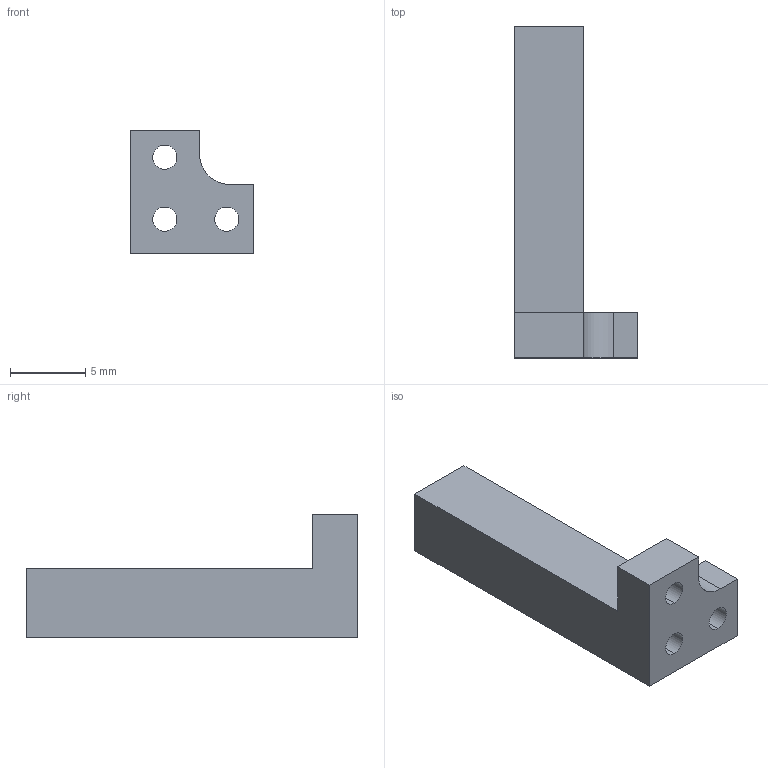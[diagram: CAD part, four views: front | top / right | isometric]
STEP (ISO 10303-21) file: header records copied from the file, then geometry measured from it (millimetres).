
FILE_DESCRIPTION (( 'STEP AP203' ), '1' );
FILE_NAME ('20-A505-A1_Default_sldprt.STEP', '2023-06-05T00:25:29', ( '' ), ( '' ), 'SwSTEP 2.0', 'SolidWorks 2022', '' );
FILE_SCHEMA (( 'CONFIG_CONTROL_DESIGN' ));
Length unit declared in the file: millimetre
Products named in the file (1): 20-A505-A1_Default_sldprt
Bounding box: 8.2 x 22 x 8.2 mm (x, y, z)
Volume: 511.2 mm3; surface area: 684.4 mm2
Topology: 1 solids, 1 shells, 18 faces, 48 edges, 32 vertices
Faces by surface type: plane 11, cylinder 7
Entity records: 655 total; most frequent: DIRECTION 100, CARTESIAN_POINT 99, ORIENTED_EDGE 96, EDGE_CURVE 48, VECTOR 34, LINE 34, AXIS2_PLACEMENT_3D 33, VERTEX_POINT 32
